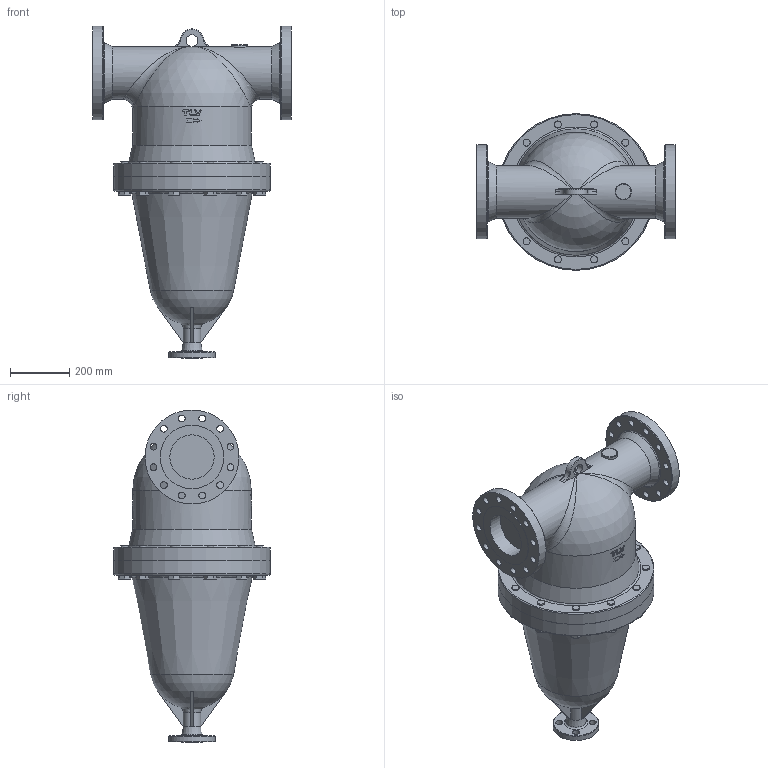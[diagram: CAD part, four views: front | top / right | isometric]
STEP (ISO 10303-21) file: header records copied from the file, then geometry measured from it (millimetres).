
FILE_DESCRIPTION((''),'2;1');
FILE_NAME('dc3s0-150-a0300-00.stp','2010-07-06T14:32:02',('nakaot'),(''),'Autodesk Inventor 2008','Autodesk Inventor 2008','');
FILE_SCHEMA(('AUTOMOTIVE_DESIGN { 1 0 10303 214 1 1 1 1 }'));
Length unit declared in the file: millimetre
Products named in the file (1): dc3s0-150-a0300-00
Bounding box: 674 x 530 x 1124 mm (x, y, z)
Volume: 111907997.2 mm3; surface area: 2408222.4 mm2
Topology: 2 solids, 2 shells, 430 faces, 1039 edges, 660 vertices
Faces by surface type: plane 175, bspline 102, cone 78, cylinder 62, torus 10, sphere 3
Full cylindrical faces by diameter (mm): 23 x12, 24 x24, 40 x1, 55 x1, 150 x1, 156 x1, 178 x2, 200 x1, 215.9 x1, 318 x1, 402 x1, 530 x2
Entity records: 26870 total; most frequent: CARTESIAN_POINT 18131, ORIENTED_EDGE 1784, DIRECTION 1586, EDGE_CURVE 892, EDGE_LOOP 665, AXIS2_PLACEMENT_3D 648, VERTEX_POINT 615, FACE_OUTER_BOUND 430
